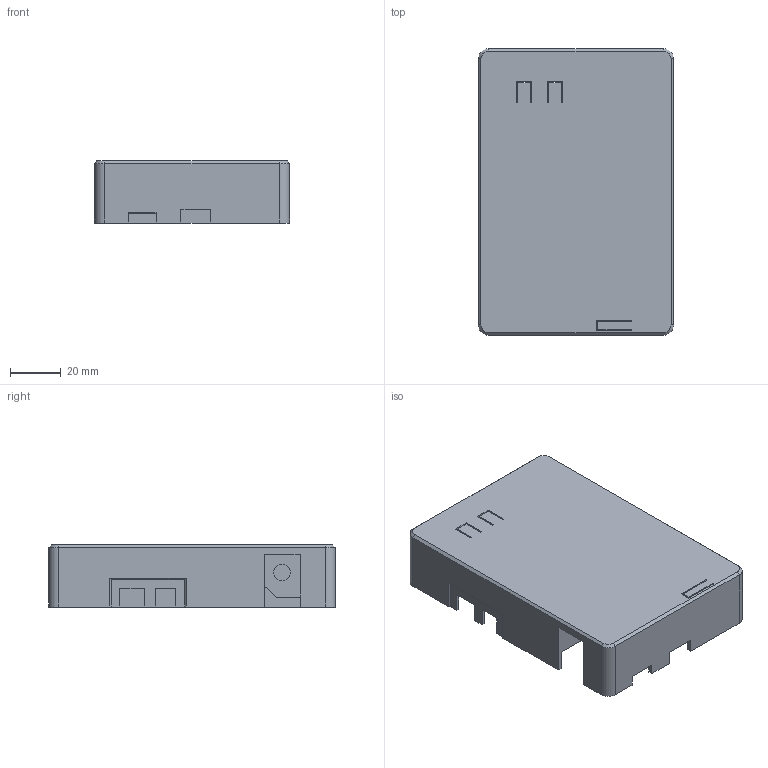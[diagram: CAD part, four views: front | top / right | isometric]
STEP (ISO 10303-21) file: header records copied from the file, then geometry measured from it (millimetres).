
FILE_DESCRIPTION(/* description */ (''),/* implementation_level */ '2;1');
FILE_NAME(/* name */ 'M6_GPS_BOTTOM V2.step',/* time_stamp */ '2023-08-31T14:34:28-04:00',/* author */ (''),/* organization */ (''),/* preprocessor_version */ 'ST-DEVELOPER v20',/* originating_system */ 'Autodesk Translation Framework v12.9.0.99',/* authorisation */ '');
FILE_SCHEMA (('AUTOMOTIVE_DESIGN { 1 0 10303 214 3 1 1 }'));
Length unit declared in the file: millimetre
Products named in the file (2): M6_GPS_BOTTOM; BOTTOM
Assembly tree (1 placements, depth 2):
  M6_GPS_BOTTOM
    BOTTOM
Bounding box: 76.7 x 112.6 x 24.4 mm (x, y, z)
Volume: 38562 mm3; surface area: 37092.7 mm2
Topology: 1 solids, 1 shells, 705 faces, 2007 edges, 1333 vertices
Faces by surface type: bspline 340, plane 338, cylinder 23, cone 4
Full cylindrical faces by diameter (mm): 3 x4, 6.6 x1
Entity records: 25853 total; most frequent: CARTESIAN_POINT 9732, ORIENTED_EDGE 4014, DIRECTION 2115, EDGE_CURVE 2007, VERTEX_POINT 1333, LINE 1275, VECTOR 1275, EDGE_LOOP 742
